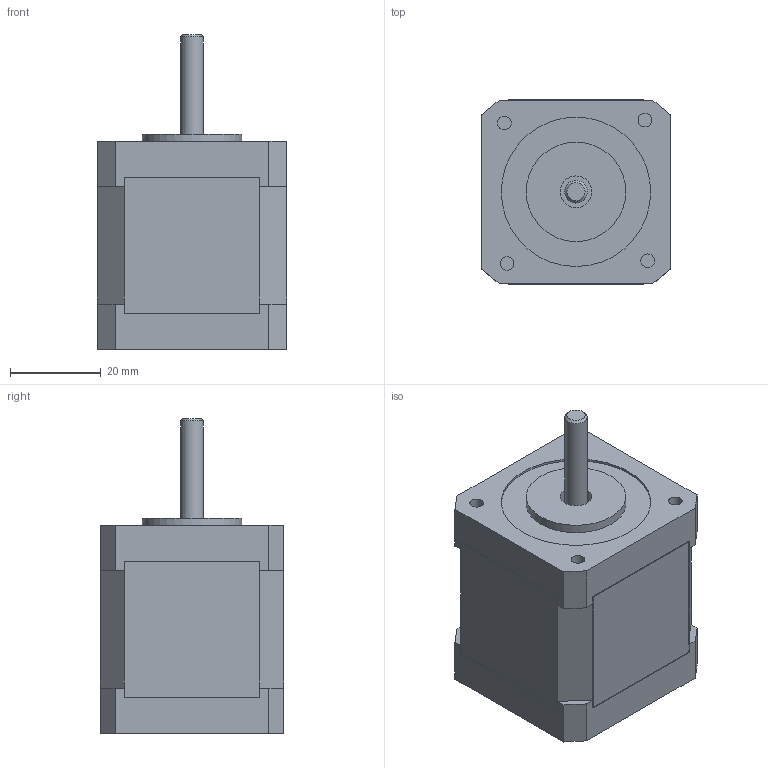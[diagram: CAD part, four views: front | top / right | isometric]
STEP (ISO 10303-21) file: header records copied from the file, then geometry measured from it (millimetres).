
FILE_DESCRIPTION(('FreeCAD Model'),'2;1');
FILE_NAME('stepper-nema17.step','2019-06-22T12:01:39',(''),(''),'Open CASCADE STEP processor 7.3', 'FreeCAD','Unknown');
FILE_SCHEMA(('AUTOMOTIVE_DESIGN { 1 0 10303 214 1 1 1 1 }'));
Length unit declared in the file: millimetre
Products named in the file (1): stepper-nema17
Bounding box: 41.86 x 40.63 x 69.5 mm (x, y, z)
Volume: 76054 mm3; surface area: 11542.8 mm2
Topology: 1 solids, 1 shells, 80 faces, 174 edges, 110 vertices
Faces by surface type: plane 64, cylinder 14, cone 2
Full cylindrical faces by diameter (mm): 3 x4, 5 x2, 5.6 x4, 6.5 x1, 7 x1, 22 x1, 33 x1
Entity records: 4442 total; most frequent: CARTESIAN_POINT 743, DIRECTION 709, LINE 464, VECTOR 464, ORIENTED_EDGE 348, PCURVE 348, DEFINITIONAL_REPRESENTATION 348, EDGE_CURVE 174
